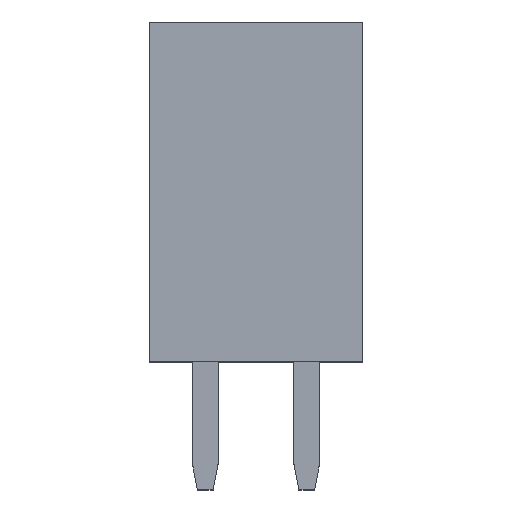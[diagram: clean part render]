
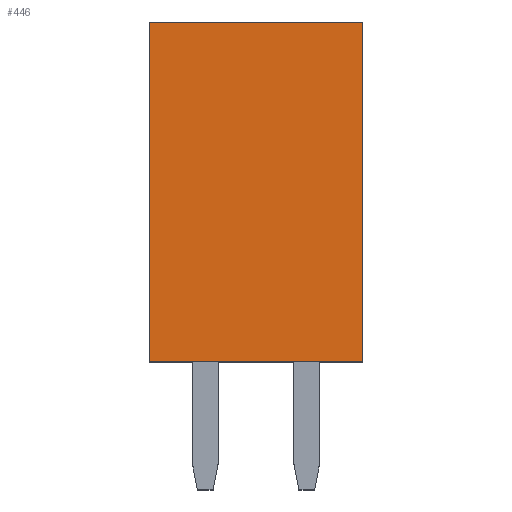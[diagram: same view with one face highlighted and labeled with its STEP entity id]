
A CAD part, top view. The second image highlights one B-rep face of the part: STEP entity #446.
In plain terms, the highlighted planar face has unit normal (0, 0, 1).
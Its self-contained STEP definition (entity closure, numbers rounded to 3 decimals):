
#446=ADVANCED_FACE('',(#903),#904,.T.);
#903=FACE_OUTER_BOUND('',#1362,.T.);
#904=PLANE('',#1363);
#1362=EDGE_LOOP('',(#2751,#2752,#2753,#2754));
#1363=AXIS2_PLACEMENT_3D('',#2755,#2756,#2757);
#2751=ORIENTED_EDGE('',*,*,#3412,.T.);
#2752=ORIENTED_EDGE('',*,*,#3413,.F.);
#2753=ORIENTED_EDGE('',*,*,#3414,.F.);
#2754=ORIENTED_EDGE('',*,*,#3200,.T.);
#2755=CARTESIAN_POINT('',(-2.665,4.25,2.5));
#2756=DIRECTION('',(0.,0.0,1.0));
#2757=DIRECTION('',(0.0,-1.0,0.0));
#3200=EDGE_CURVE('',#3967,#3965,#3968,.T.);
#3412=EDGE_CURVE('',#3965,#4280,#4281,.T.);
#3413=EDGE_CURVE('',#4282,#4280,#4283,.T.);
#3414=EDGE_CURVE('',#3967,#4282,#4284,.T.);
#3965=VERTEX_POINT('',#5087);
#3967=VERTEX_POINT('',#5090);
#3968=LINE('',#5091,#5092);
#4280=VERTEX_POINT('',#5552);
#4281=LINE('',#5553,#5554);
#4282=VERTEX_POINT('',#5555);
#4283=LINE('',#5556,#5557);
#4284=LINE('',#5558,#5559);
#5087=CARTESIAN_POINT('',(2.665,0.0,2.5));
#5090=CARTESIAN_POINT('',(-2.665,0.0,2.5));
#5091=CARTESIAN_POINT('',(-2.665,0.0,2.5));
#5092=VECTOR('',#5897,1.0);
#5552=CARTESIAN_POINT('',(2.665,8.5,2.5));
#5553=CARTESIAN_POINT('',(2.665,0.0,2.5));
#5554=VECTOR('',#6073,1.0);
#5555=CARTESIAN_POINT('',(-2.665,8.5,2.5));
#5556=CARTESIAN_POINT('',(-2.665,8.5,2.5));
#5557=VECTOR('',#6074,1.0);
#5558=CARTESIAN_POINT('',(-2.665,0.0,2.5));
#5559=VECTOR('',#6075,1.0);
#5897=DIRECTION('',(1.0,0.0,0.));
#6073=DIRECTION('',(0.0,1.0,0.0));
#6074=DIRECTION('',(1.0,0.0,0.));
#6075=DIRECTION('',(0.0,1.0,0.0));
